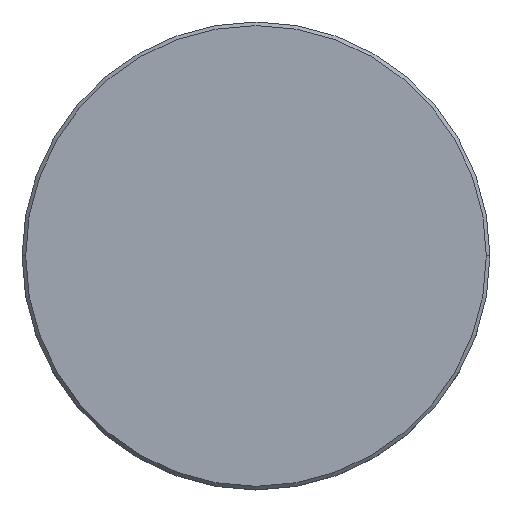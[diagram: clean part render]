
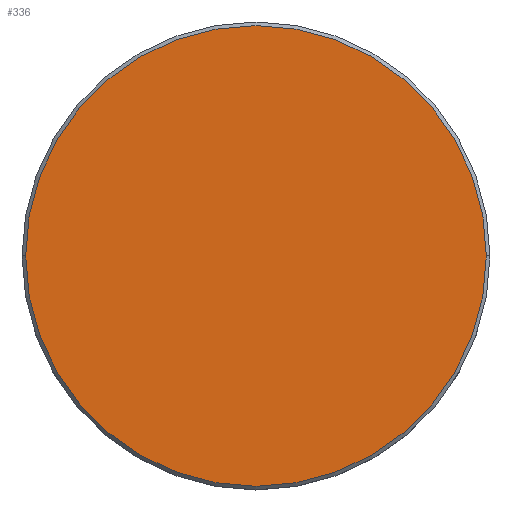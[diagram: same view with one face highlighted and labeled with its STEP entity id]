
A CAD part, top view. The second image highlights one B-rep face of the part: STEP entity #336.
In plain terms, the highlighted planar face has unit normal (0, 0, 1).
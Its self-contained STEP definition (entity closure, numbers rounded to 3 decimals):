
#25 = CARTESIAN_POINT ( 'NONE',  ( 0., 0., 0. ) ) ;
#31 = FACE_OUTER_BOUND ( 'NONE', #546, .T. ) ;
#105 = ORIENTED_EDGE ( 'NONE', *, *, #357, .T. ) ;
#189 = DIRECTION ( 'NONE',  ( 1., 0., 0. ) ) ;
#192 = CARTESIAN_POINT ( 'NONE',  ( -32., 0., 0. ) ) ;
#199 = CIRCLE ( 'NONE', #1039, 32. ) ;
#212 = VERTEX_POINT ( 'NONE', #378 ) ;
#316 = AXIS2_PLACEMENT_3D ( 'NONE', #559, #389, #821 ) ;
#336 = ADVANCED_FACE ( 'NONE', ( #31 ), #461, .T. ) ;
#357 = EDGE_CURVE ( 'NONE', #212, #952, #881, .T. ) ;
#378 = CARTESIAN_POINT ( 'NONE',  ( 32., 0., 0. ) ) ;
#389 = DIRECTION ( 'NONE',  ( 0., 0., 1. ) ) ;
#461 = PLANE ( 'NONE',  #316 ) ;
#493 = EDGE_CURVE ( 'NONE', #952, #212, #199, .T. ) ;
#546 = EDGE_LOOP ( 'NONE', ( #873, #105 ) ) ;
#559 = CARTESIAN_POINT ( 'NONE',  ( 0., 0., 0. ) ) ;
#618 = DIRECTION ( 'NONE',  ( 0., 0., 1. ) ) ;
#818 = AXIS2_PLACEMENT_3D ( 'NONE', #25, #1022, #1125 ) ;
#821 = DIRECTION ( 'NONE',  ( 1., 0., 0. ) ) ;
#873 = ORIENTED_EDGE ( 'NONE', *, *, #493, .T. ) ;
#881 = CIRCLE ( 'NONE', #818, 32. ) ;
#952 = VERTEX_POINT ( 'NONE', #192 ) ;
#1006 = CARTESIAN_POINT ( 'NONE',  ( 0., 0., 0. ) ) ;
#1022 = DIRECTION ( 'NONE',  ( 0., 0., 1. ) ) ;
#1039 = AXIS2_PLACEMENT_3D ( 'NONE', #1006, #618, #189 ) ;
#1125 = DIRECTION ( 'NONE',  ( 1., 0., 0. ) ) ;
